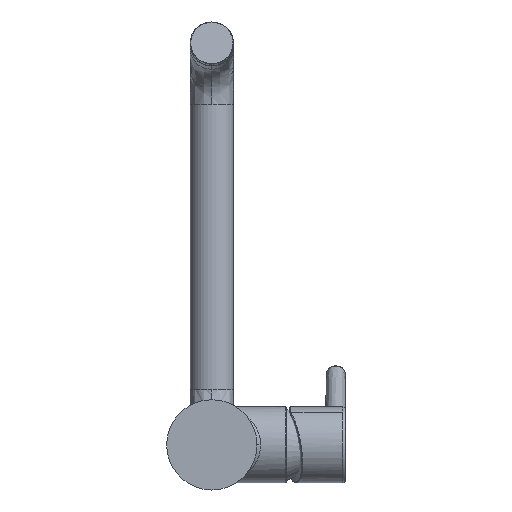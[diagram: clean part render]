
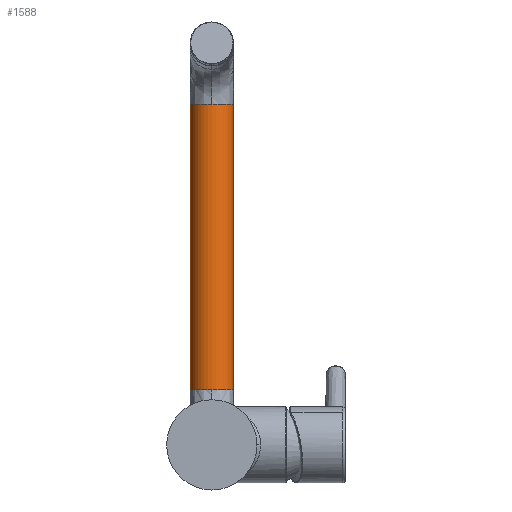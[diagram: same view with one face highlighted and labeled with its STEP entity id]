
A CAD part, front view. The second image highlights one B-rep face of the part: STEP entity #1588.
In plain terms, the highlighted cylindrical face has radius 12 mm (diameter 24 mm), a partial arc.
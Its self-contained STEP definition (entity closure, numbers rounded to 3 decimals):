
#173 = ORIENTED_EDGE ( 'NONE', *, *, #11433, .T. ) ;
#652 = CIRCLE ( 'NONE', #1274, 12. ) ;
#729 = CARTESIAN_POINT ( 'NONE',  ( 0., 317.9, 188.599 ) ) ;
#984 = VERTEX_POINT ( 'NONE', #1708 ) ;
#1274 = AXIS2_PLACEMENT_3D ( 'NONE', #7837, #10637, #11522 ) ;
#1480 = DIRECTION ( 'NONE',  ( 0., 0., 1. ) ) ;
#1521 = CARTESIAN_POINT ( 'NONE',  ( 0., 305.9, 188.599 ) ) ;
#1588 = ADVANCED_FACE ( 'NONE', ( #10020 ), #8311, .T. ) ;
#1708 = CARTESIAN_POINT ( 'NONE',  ( 0., 305.9, 30.6 ) ) ;
#1929 = DIRECTION ( 'NONE',  ( 0., 0., 1. ) ) ;
#1944 = ORIENTED_EDGE ( 'NONE', *, *, #5342, .T. ) ;
#2617 = CIRCLE ( 'NONE', #6664, 12. ) ;
#2651 = VERTEX_POINT ( 'NONE', #9951 ) ;
#3220 = VERTEX_POINT ( 'NONE', #1521 ) ;
#3298 = CARTESIAN_POINT ( 'NONE',  ( 12., 317.9, 30.6 ) ) ;
#3429 = ORIENTED_EDGE ( 'NONE', *, *, #3962, .F. ) ;
#3641 = CARTESIAN_POINT ( 'NONE',  ( 0., 317.9, 188.599 ) ) ;
#3962 = EDGE_CURVE ( 'NONE', #11192, #2651, #5150, .T. ) ;
#4515 = VERTEX_POINT ( 'NONE', #4553 ) ;
#4546 = CARTESIAN_POINT ( 'NONE',  ( -12., 317.9, 30.6 ) ) ;
#4553 = CARTESIAN_POINT ( 'NONE',  ( 12., 317.9, 188.599 ) ) ;
#5150 = LINE ( 'NONE', #7876, #7861 ) ;
#5225 = DIRECTION ( 'NONE',  ( 0., 0., 1. ) ) ;
#5342 = EDGE_CURVE ( 'NONE', #984, #6150, #2617, .T. ) ;
#5530 = DIRECTION ( 'NONE',  ( 1., 0., 0. ) ) ;
#5772 = EDGE_CURVE ( 'NONE', #3220, #2651, #6168, .T. ) ;
#6056 = AXIS2_PLACEMENT_3D ( 'NONE', #3641, #8248, #5530 ) ;
#6132 = DIRECTION ( 'NONE',  ( 0., 0., -1. ) ) ;
#6136 = EDGE_CURVE ( 'NONE', #4515, #3220, #9290, .T. ) ;
#6150 = VERTEX_POINT ( 'NONE', #3298 ) ;
#6168 = CIRCLE ( 'NONE', #6056, 12. ) ;
#6500 = ORIENTED_EDGE ( 'NONE', *, *, #10626, .T. ) ;
#6515 = CARTESIAN_POINT ( 'NONE',  ( 12., 317.9, 27.44 ) ) ;
#6664 = AXIS2_PLACEMENT_3D ( 'NONE', #8246, #1929, #7298 ) ;
#6903 = VECTOR ( 'NONE', #8304, 1000. ) ;
#6993 = AXIS2_PLACEMENT_3D ( 'NONE', #729, #6132, #9755 ) ;
#7298 = DIRECTION ( 'NONE',  ( 1., 0., 0. ) ) ;
#7524 = ORIENTED_EDGE ( 'NONE', *, *, #5772, .T. ) ;
#7837 = CARTESIAN_POINT ( 'NONE',  ( 0., 317.9, 30.6 ) ) ;
#7861 = VECTOR ( 'NONE', #1480, 1000. ) ;
#7876 = CARTESIAN_POINT ( 'NONE',  ( -12., 317.9, 27.44 ) ) ;
#8246 = CARTESIAN_POINT ( 'NONE',  ( 0., 317.9, 30.6 ) ) ;
#8248 = DIRECTION ( 'NONE',  ( 0., 0., -1. ) ) ;
#8304 = DIRECTION ( 'NONE',  ( 0., 0., 1. ) ) ;
#8311 = CYLINDRICAL_SURFACE ( 'NONE', #11201, 12. ) ;
#9290 = CIRCLE ( 'NONE', #6993, 12. ) ;
#9755 = DIRECTION ( 'NONE',  ( 1., 0., 0. ) ) ;
#9778 = DIRECTION ( 'NONE',  ( 1., 0., 0. ) ) ;
#9951 = CARTESIAN_POINT ( 'NONE',  ( -12., 317.9, 188.599 ) ) ;
#10020 = FACE_OUTER_BOUND ( 'NONE', #10676, .T. ) ;
#10307 = LINE ( 'NONE', #6515, #6903 ) ;
#10395 = ORIENTED_EDGE ( 'NONE', *, *, #6136, .T. ) ;
#10626 = EDGE_CURVE ( 'NONE', #11192, #984, #652, .T. ) ;
#10637 = DIRECTION ( 'NONE',  ( 0., 0., 1. ) ) ;
#10676 = EDGE_LOOP ( 'NONE', ( #3429, #6500, #1944, #173, #10395, #7524 ) ) ;
#10700 = CARTESIAN_POINT ( 'NONE',  ( 0., 317.9, 27.44 ) ) ;
#11192 = VERTEX_POINT ( 'NONE', #4546 ) ;
#11201 = AXIS2_PLACEMENT_3D ( 'NONE', #10700, #5225, #9778 ) ;
#11433 = EDGE_CURVE ( 'NONE', #6150, #4515, #10307, .T. ) ;
#11522 = DIRECTION ( 'NONE',  ( 1., 0., 0. ) ) ;
